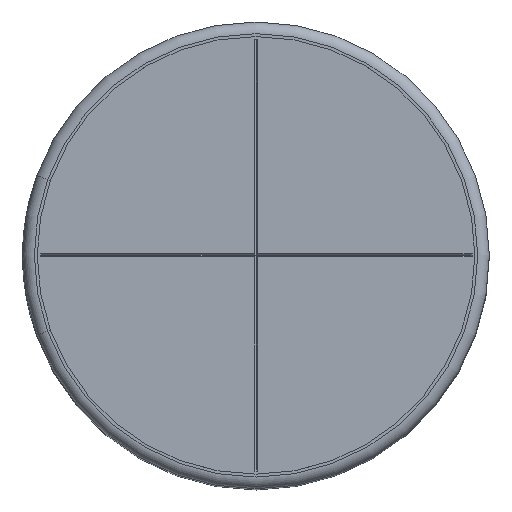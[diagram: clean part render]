
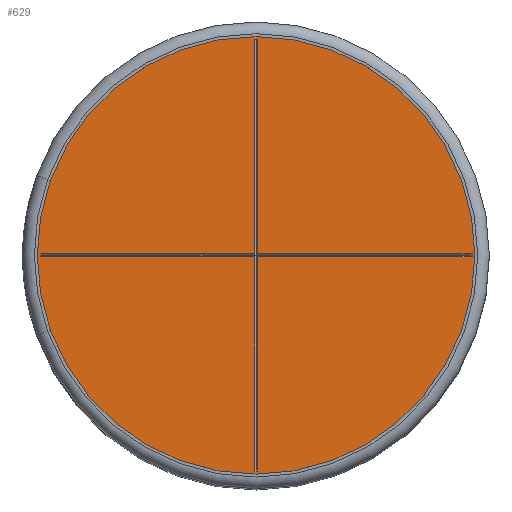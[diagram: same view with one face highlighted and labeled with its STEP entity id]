
A CAD part, top view. The second image highlights one B-rep face of the part: STEP entity #629.
In plain terms, the highlighted planar face has unit normal (0, 0, 1).
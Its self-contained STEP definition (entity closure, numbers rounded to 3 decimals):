
#629=ADVANCED_FACE('',(#1384,#1386),#1388,.T.);
#1384=FACE_BOUND('',#1385,.T.);
#1385=EDGE_LOOP('',(#1999));
#1386=FACE_BOUND('',#1387,.T.);
#1387=EDGE_LOOP('',(#2000,#2001,#2002,#2003,#2004,#2005,#2006,#2007,#2008,#2009,
#2010,#2011));
#1388=PLANE('',#1389);
#1389=AXIS2_PLACEMENT_3D('',#1390,#1391,#1392);
#1390=CARTESIAN_POINT('',(0.,0.,24.9));
#1391=DIRECTION('',(0.,0.,1.));
#1392=DIRECTION('',(1.,0.,0.));
#1999=ORIENTED_EDGE('',*,*,#2319,.T.);
#2000=ORIENTED_EDGE('',*,*,#2347,.T.);
#2001=ORIENTED_EDGE('',*,*,#2348,.T.);
#2002=ORIENTED_EDGE('',*,*,#2349,.T.);
#2003=ORIENTED_EDGE('',*,*,#2350,.T.);
#2004=ORIENTED_EDGE('',*,*,#2351,.T.);
#2005=ORIENTED_EDGE('',*,*,#2352,.T.);
#2006=ORIENTED_EDGE('',*,*,#2353,.T.);
#2007=ORIENTED_EDGE('',*,*,#2354,.T.);
#2008=ORIENTED_EDGE('',*,*,#2355,.T.);
#2009=ORIENTED_EDGE('',*,*,#2356,.T.);
#2010=ORIENTED_EDGE('',*,*,#2357,.T.);
#2011=ORIENTED_EDGE('',*,*,#2358,.T.);
#2319=EDGE_CURVE('',#2704,#2704,#2705,.T.);
#2347=EDGE_CURVE('',#2746,#2747,#2748,.F.);
#2348=EDGE_CURVE('',#2747,#2749,#2750,.F.);
#2349=EDGE_CURVE('',#2749,#2751,#2752,.F.);
#2350=EDGE_CURVE('',#2751,#2753,#2754,.F.);
#2351=EDGE_CURVE('',#2753,#2755,#2756,.F.);
#2352=EDGE_CURVE('',#2755,#2757,#2758,.F.);
#2353=EDGE_CURVE('',#2757,#2759,#2760,.F.);
#2354=EDGE_CURVE('',#2759,#2761,#2762,.F.);
#2355=EDGE_CURVE('',#2761,#2763,#2764,.F.);
#2356=EDGE_CURVE('',#2763,#2765,#2766,.F.);
#2357=EDGE_CURVE('',#2765,#2767,#2768,.F.);
#2358=EDGE_CURVE('',#2767,#2746,#2769,.F.);
#2704=VERTEX_POINT('',#4008);
#2705=CIRCLE('',#4009,7.5);
#2746=VERTEX_POINT('',#4210);
#2747=VERTEX_POINT('',#4211);
#2748=LINE('',#4212,#4213);
#2749=VERTEX_POINT('',#4215);
#2750=LINE('',#4216,#4217);
#2751=VERTEX_POINT('',#4219);
#2752=LINE('',#4220,#4221);
#2753=VERTEX_POINT('',#4223);
#2754=LINE('',#4224,#4225);
#2755=VERTEX_POINT('',#4227);
#2756=LINE('',#4228,#4229);
#2757=VERTEX_POINT('',#4231);
#2758=LINE('',#4232,#4233);
#2759=VERTEX_POINT('',#4235);
#2760=LINE('',#4236,#4237);
#2761=VERTEX_POINT('',#4239);
#2762=LINE('',#4240,#4241);
#2763=VERTEX_POINT('',#4243);
#2764=LINE('',#4244,#4245);
#2765=VERTEX_POINT('',#4247);
#2766=LINE('',#4248,#4249);
#2767=VERTEX_POINT('',#4251);
#2768=LINE('',#4252,#4253);
#2769=LINE('',#4255,#4256);
#4008=CARTESIAN_POINT('',(7.5,0.,24.9));
#4009=AXIS2_PLACEMENT_3D('',#4010,#4011,#4012);
#4010=CARTESIAN_POINT('',(0.,0.,24.9));
#4011=DIRECTION('',(0.,0.,1.));
#4012=DIRECTION('',(1.,0.,0.));
#4210=CARTESIAN_POINT('',(-0.046,-0.05,24.9));
#4211=CARTESIAN_POINT('',(-7.396,-0.05,24.9));
#4212=CARTESIAN_POINT('',(-7.396,-0.05,24.9));
#4213=VECTOR('',#4214,1.);
#4214=DIRECTION('',(1.,0.,0.));
#4215=CARTESIAN_POINT('',(-7.396,0.05,24.9));
#4216=CARTESIAN_POINT('',(-7.396,0.05,24.9));
#4217=VECTOR('',#4218,1.);
#4218=DIRECTION('',(0.,-1.,0.));
#4219=CARTESIAN_POINT('',(-0.046,0.05,24.9));
#4220=CARTESIAN_POINT('',(-0.046,0.05,24.9));
#4221=VECTOR('',#4222,1.);
#4222=DIRECTION('',(-1.,0.,0.));
#4223=CARTESIAN_POINT('',(-0.046,7.4,24.9));
#4224=CARTESIAN_POINT('',(-0.046,7.4,24.9));
#4225=VECTOR('',#4226,1.);
#4226=DIRECTION('',(0.,-1.,0.));
#4227=CARTESIAN_POINT('',(0.054,7.4,24.9));
#4228=CARTESIAN_POINT('',(0.054,7.4,24.9));
#4229=VECTOR('',#4230,1.);
#4230=DIRECTION('',(-1.,0.,0.));
#4231=CARTESIAN_POINT('',(0.054,0.05,24.9));
#4232=CARTESIAN_POINT('',(0.054,0.05,24.9));
#4233=VECTOR('',#4234,1.);
#4234=DIRECTION('',(0.,1.,0.));
#4235=CARTESIAN_POINT('',(7.404,0.05,24.9));
#4236=CARTESIAN_POINT('',(7.404,0.05,24.9));
#4237=VECTOR('',#4238,1.);
#4238=DIRECTION('',(-1.,0.,0.));
#4239=CARTESIAN_POINT('',(7.404,-0.05,24.9));
#4240=CARTESIAN_POINT('',(7.404,-0.05,24.9));
#4241=VECTOR('',#4242,1.);
#4242=DIRECTION('',(0.,1.,0.));
#4243=CARTESIAN_POINT('',(0.054,-0.05,24.9));
#4244=CARTESIAN_POINT('',(0.054,-0.05,24.9));
#4245=VECTOR('',#4246,1.);
#4246=DIRECTION('',(1.,0.,0.));
#4247=CARTESIAN_POINT('',(0.054,-7.4,24.9));
#4248=CARTESIAN_POINT('',(0.054,-7.4,24.9));
#4249=VECTOR('',#4250,1.);
#4250=DIRECTION('',(0.,1.,0.));
#4251=CARTESIAN_POINT('',(-0.046,-7.4,24.9));
#4252=CARTESIAN_POINT('',(-0.046,-7.4,24.9));
#4253=VECTOR('',#4254,1.);
#4254=DIRECTION('',(1.,0.,0.));
#4255=CARTESIAN_POINT('',(-0.046,-0.05,24.9));
#4256=VECTOR('',#4257,1.);
#4257=DIRECTION('',(0.,-1.,0.));
